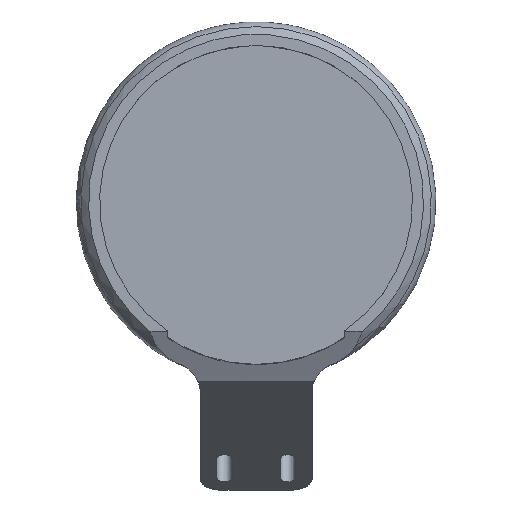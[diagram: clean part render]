
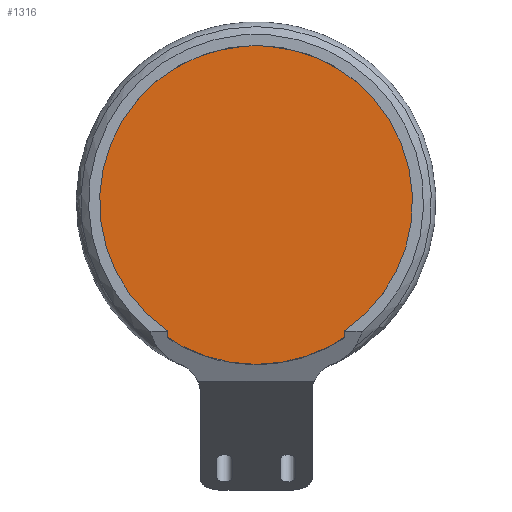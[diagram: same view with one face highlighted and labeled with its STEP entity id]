
A CAD part, front view. The second image highlights one B-rep face of the part: STEP entity #1316.
In plain terms, the highlighted planar face has unit normal (0, -1, 0).
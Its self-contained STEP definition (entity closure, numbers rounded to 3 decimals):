
#119=LINE('',#2419,#223);
#128=LINE('',#2444,#232);
#132=LINE('',#2451,#236);
#134=LINE('',#2455,#238);
#137=LINE('',#2461,#241);
#139=LINE('',#2465,#243);
#140=LINE('',#2468,#244);
#144=LINE('',#2479,#248);
#145=LINE('',#2483,#249);
#223=VECTOR('',#1753,10.);
#232=VECTOR('',#1772,10.);
#236=VECTOR('',#1778,10.);
#238=VECTOR('',#1782,10.);
#241=VECTOR('',#1787,10.);
#243=VECTOR('',#1791,10.);
#244=VECTOR('',#1794,10.);
#248=VECTOR('',#1808,10.);
#249=VECTOR('',#1815,10.);
#297=PLANE('',#1464);
#382=FACE_OUTER_BOUND('',#455,.T.);
#455=EDGE_LOOP('',(#1227,#1228,#1229,#1230,#1231,#1232,#1233,#1234,#1235,
#1236,#1237,#1238));
#505=CIRCLE('',#1458,25.2);
#506=CIRCLE('',#1460,25.2);
#507=CIRCLE('',#1463,25.2);
#637=VERTEX_POINT('',#2412);
#640=VERTEX_POINT('',#2417);
#651=VERTEX_POINT('',#2443);
#652=VERTEX_POINT('',#2447);
#653=VERTEX_POINT('',#2449);
#654=VERTEX_POINT('',#2453);
#655=VERTEX_POINT('',#2457);
#656=VERTEX_POINT('',#2459);
#657=VERTEX_POINT('',#2463);
#658=VERTEX_POINT('',#2467);
#659=VERTEX_POINT('',#2471);
#660=VERTEX_POINT('',#2475);
#822=EDGE_CURVE('',#640,#637,#119,.T.);
#834=EDGE_CURVE('',#637,#651,#128,.T.);
#838=EDGE_CURVE('',#653,#652,#132,.T.);
#840=EDGE_CURVE('',#654,#653,#134,.T.);
#843=EDGE_CURVE('',#656,#655,#137,.T.);
#845=EDGE_CURVE('',#657,#656,#139,.T.);
#846=EDGE_CURVE('',#652,#658,#140,.T.);
#849=EDGE_CURVE('',#659,#654,#505,.T.);
#850=EDGE_CURVE('',#658,#660,#506,.T.);
#852=EDGE_CURVE('',#655,#659,#144,.T.);
#853=EDGE_CURVE('',#651,#657,#507,.T.);
#854=EDGE_CURVE('',#660,#640,#145,.T.);
#1227=ORIENTED_EDGE('',*,*,#846,.F.);
#1228=ORIENTED_EDGE('',*,*,#838,.F.);
#1229=ORIENTED_EDGE('',*,*,#840,.F.);
#1230=ORIENTED_EDGE('',*,*,#849,.F.);
#1231=ORIENTED_EDGE('',*,*,#852,.F.);
#1232=ORIENTED_EDGE('',*,*,#843,.F.);
#1233=ORIENTED_EDGE('',*,*,#845,.F.);
#1234=ORIENTED_EDGE('',*,*,#853,.F.);
#1235=ORIENTED_EDGE('',*,*,#834,.F.);
#1236=ORIENTED_EDGE('',*,*,#822,.F.);
#1237=ORIENTED_EDGE('',*,*,#854,.F.);
#1238=ORIENTED_EDGE('',*,*,#850,.F.);
#1316=ADVANCED_FACE('',(#382),#297,.F.);
#1458=AXIS2_PLACEMENT_3D('',#2473,#1799,#1800);
#1460=AXIS2_PLACEMENT_3D('',#2476,#1803,#1804);
#1463=AXIS2_PLACEMENT_3D('',#2481,#1811,#1812);
#1464=AXIS2_PLACEMENT_3D('',#2482,#1813,#1814);
#1753=DIRECTION('',(-1.,0.,0.));
#1772=DIRECTION('',(0.,0.,1.));
#1778=DIRECTION('',(0.5,0.,-0.866));
#1782=DIRECTION('',(0.866,0.,0.5));
#1787=DIRECTION('',(0.5,0.,0.866));
#1791=DIRECTION('',(-0.866,0.,0.5));
#1794=DIRECTION('',(-0.866,0.,-0.5));
#1799=DIRECTION('center_axis',(0.,1.,0.));
#1800=DIRECTION('ref_axis',(1.,0.,0.));
#1803=DIRECTION('center_axis',(0.,1.,0.));
#1804=DIRECTION('ref_axis',(1.,0.,0.));
#1808=DIRECTION('',(0.866,0.,-0.5));
#1811=DIRECTION('center_axis',(0.,1.,0.));
#1812=DIRECTION('ref_axis',(1.,0.,0.));
#1813=DIRECTION('center_axis',(0.,1.,0.));
#1814=DIRECTION('ref_axis',(1.,0.,0.));
#1815=DIRECTION('',(0.,0.,-1.));
#2412=CARTESIAN_POINT('',(58.,0.,-28.121));
#2417=CARTESIAN_POINT('',(62.,0.,-28.121));
#2419=CARTESIAN_POINT('',(59.,0.,-28.121));
#2443=CARTESIAN_POINT('',(58.,0.,-25.121));
#2444=CARTESIAN_POINT('',(58.,0.,-25.871));
#2447=CARTESIAN_POINT('',(85.353,0.,12.328));
#2449=CARTESIAN_POINT('',(83.353,0.,15.792));
#2451=CARTESIAN_POINT('',(84.853,0.,13.194));
#2453=CARTESIAN_POINT('',(80.755,0.,14.292));
#2455=CARTESIAN_POINT('',(82.704,0.,15.417));
#2457=CARTESIAN_POINT('',(36.647,0.,15.792));
#2459=CARTESIAN_POINT('',(34.647,0.,12.328));
#2461=CARTESIAN_POINT('',(36.147,0.,14.926));
#2463=CARTESIAN_POINT('',(37.245,0.,10.828));
#2465=CARTESIAN_POINT('',(35.296,0.,11.953));
#2467=CARTESIAN_POINT('',(82.755,0.,10.828));
#2468=CARTESIAN_POINT('',(83.405,0.,11.203));
#2471=CARTESIAN_POINT('',(39.245,0.,14.292));
#2473=CARTESIAN_POINT('Origin',(60.,0.,0.));
#2475=CARTESIAN_POINT('',(62.,0.,-25.121));
#2476=CARTESIAN_POINT('Origin',(60.,0.,0.));
#2479=CARTESIAN_POINT('',(38.595,0.,14.667));
#2481=CARTESIAN_POINT('Origin',(60.,0.,0.));
#2482=CARTESIAN_POINT('Origin',(60.,0.,0.));
#2483=CARTESIAN_POINT('',(62.,0.,-27.371));
